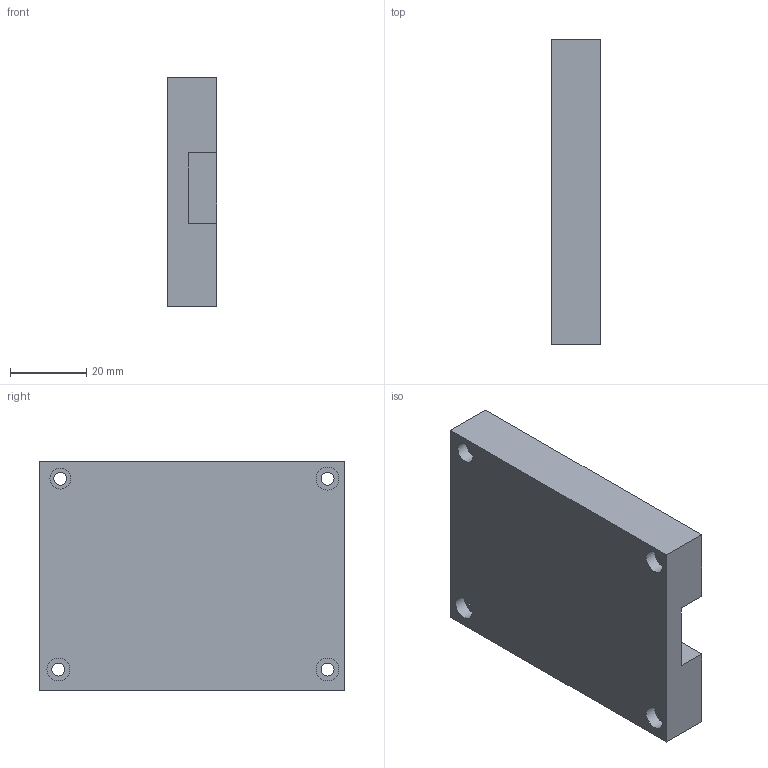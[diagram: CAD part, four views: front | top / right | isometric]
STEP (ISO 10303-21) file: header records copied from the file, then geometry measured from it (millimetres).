
FILE_DESCRIPTION(/* description */ (''),/* implementation_level */ '2;1');
FILE_NAME(/* name */ 'hackpad.step',/* time_stamp */ '2025-05-24T14:47:34-05:00',/* author */ (''),/* organization */ (''),/* preprocessor_version */ 'ST-DEVELOPER v20.1',/* originating_system */ 'Autodesk Translation Framework v14.10.0.0',/* authorisation */ '');
FILE_SCHEMA (('AUTOMOTIVE_DESIGN { 1 0 10303 214 3 1 1 }'));
Length unit declared in the file: millimetre
Products named in the file (2): 2025-05-24-08-50-00-127; 2025-05-24-08-51-43-213
Assembly tree (1 placements, depth 2):
  2025-05-24-08-50-00-127
    2025-05-24-08-51-43-213
Bounding box: 13 x 80 x 60 mm (x, y, z)
Volume: 30984.6 mm3; surface area: 17323 mm2
Topology: 5 solids, 5 shells, 34 faces, 72 edges, 48 vertices
Faces by surface type: plane 22, cylinder 12
Full cylindrical faces by diameter (mm): 3.4 x4, 5.431 x2, 6 x6
Entity records: 1001 total; most frequent: DIRECTION 170, CARTESIAN_POINT 157, ORIENTED_EDGE 144, EDGE_CURVE 72, AXIS2_PLACEMENT_3D 61, EDGE_LOOP 50, LINE 48, VECTOR 48
